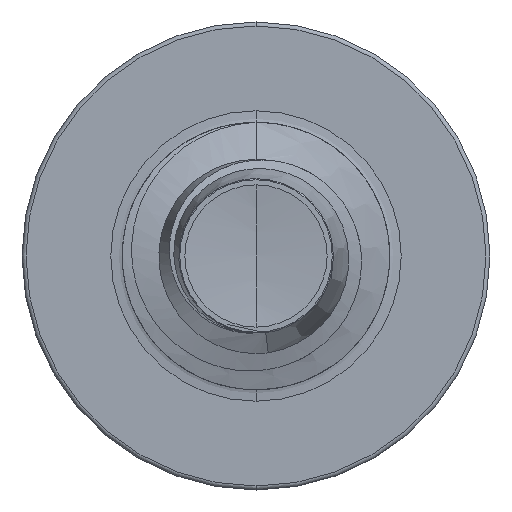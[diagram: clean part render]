
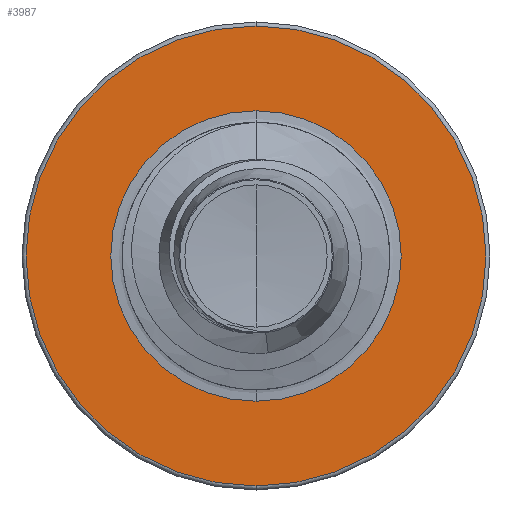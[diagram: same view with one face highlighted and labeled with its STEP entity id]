
A CAD part, front view. The second image highlights one B-rep face of the part: STEP entity #3987.
In plain terms, the highlighted planar face has unit normal (0, -1, 0).
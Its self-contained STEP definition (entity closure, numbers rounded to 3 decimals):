
#1598 = DIRECTION ( 'NONE',  ( 0., 0., 1. ) ) ;
#1655 = AXIS2_PLACEMENT_3D ( 'NONE', #10222, #10200, #10175 ) ;
#1730 = CARTESIAN_POINT ( 'NONE',  ( 0., 8., -1.086 ) ) ;
#1760 = PLANE ( 'NONE',  #3118 ) ;
#1962 = AXIS2_PLACEMENT_3D ( 'NONE', #10398, #10381, #10372 ) ;
#2091 = CARTESIAN_POINT ( 'NONE',  ( 0., 8., -1.72 ) ) ;
#2324 = CARTESIAN_POINT ( 'NONE',  ( 0., 8., 1.086 ) ) ;
#2381 = CARTESIAN_POINT ( 'NONE',  ( 0., 8., 1.72 ) ) ;
#2400 = AXIS2_PLACEMENT_3D ( 'NONE', #13976, #13966, #13949 ) ;
#2504 = DIRECTION ( 'NONE',  ( 0., 1., 0. ) ) ;
#2832 = AXIS2_PLACEMENT_3D ( 'NONE', #16829, #16079, #15643 ) ;
#3118 = AXIS2_PLACEMENT_3D ( 'NONE', #1730, #2504, #1598 ) ;
#3460 = EDGE_LOOP ( 'NONE', ( #8133, #14460 ) ) ;
#3987 = ADVANCED_FACE ( 'NONE', ( #10641, #11053 ), #1760, .F. ) ;
#7718 = VERTEX_POINT ( 'NONE', #2324 ) ;
#7843 = VERTEX_POINT ( 'NONE', #2381 ) ;
#8091 = CIRCLE ( 'NONE', #1962, 1.72 ) ;
#8133 = ORIENTED_EDGE ( 'NONE', *, *, #15213, .F. ) ;
#9049 = CARTESIAN_POINT ( 'NONE',  ( 0., 8., -1.086 ) ) ;
#9722 = CIRCLE ( 'NONE', #1655, 1.086 ) ;
#10175 = DIRECTION ( 'NONE',  ( 0., 0., 1. ) ) ;
#10200 = DIRECTION ( 'NONE',  ( 0., 1., 0. ) ) ;
#10222 = CARTESIAN_POINT ( 'NONE',  ( 0., 8., 0. ) ) ;
#10372 = DIRECTION ( 'NONE',  ( 0., 0., 1. ) ) ;
#10381 = DIRECTION ( 'NONE',  ( 0., 1., 0. ) ) ;
#10398 = CARTESIAN_POINT ( 'NONE',  ( 0., 8., 0. ) ) ;
#10641 = FACE_OUTER_BOUND ( 'NONE', #3460, .T. ) ;
#11053 = FACE_BOUND ( 'NONE', #16593, .T. ) ;
#11225 = CIRCLE ( 'NONE', #2832, 1.72 ) ;
#13100 = VERTEX_POINT ( 'NONE', #2091 ) ;
#13949 = DIRECTION ( 'NONE',  ( 0., 0., 1. ) ) ;
#13958 = ORIENTED_EDGE ( 'NONE', *, *, #15487, .T. ) ;
#13966 = DIRECTION ( 'NONE',  ( 0., 1., 0. ) ) ;
#13976 = CARTESIAN_POINT ( 'NONE',  ( 0., 8., 0. ) ) ;
#14238 = VERTEX_POINT ( 'NONE', #9049 ) ;
#14460 = ORIENTED_EDGE ( 'NONE', *, *, #14967, .F. ) ;
#14723 = ORIENTED_EDGE ( 'NONE', *, *, #15100, .T. ) ;
#14967 = EDGE_CURVE ( 'NONE', #13100, #7843, #11225, .T. ) ;
#15100 = EDGE_CURVE ( 'NONE', #14238, #7718, #15348, .T. ) ;
#15213 = EDGE_CURVE ( 'NONE', #7843, #13100, #8091, .T. ) ;
#15348 = CIRCLE ( 'NONE', #2400, 1.086 ) ;
#15487 = EDGE_CURVE ( 'NONE', #7718, #14238, #9722, .T. ) ;
#15643 = DIRECTION ( 'NONE',  ( 0., 0., 1. ) ) ;
#16079 = DIRECTION ( 'NONE',  ( 0., 1., 0. ) ) ;
#16593 = EDGE_LOOP ( 'NONE', ( #13958, #14723 ) ) ;
#16829 = CARTESIAN_POINT ( 'NONE',  ( 0., 8., 0. ) ) ;
